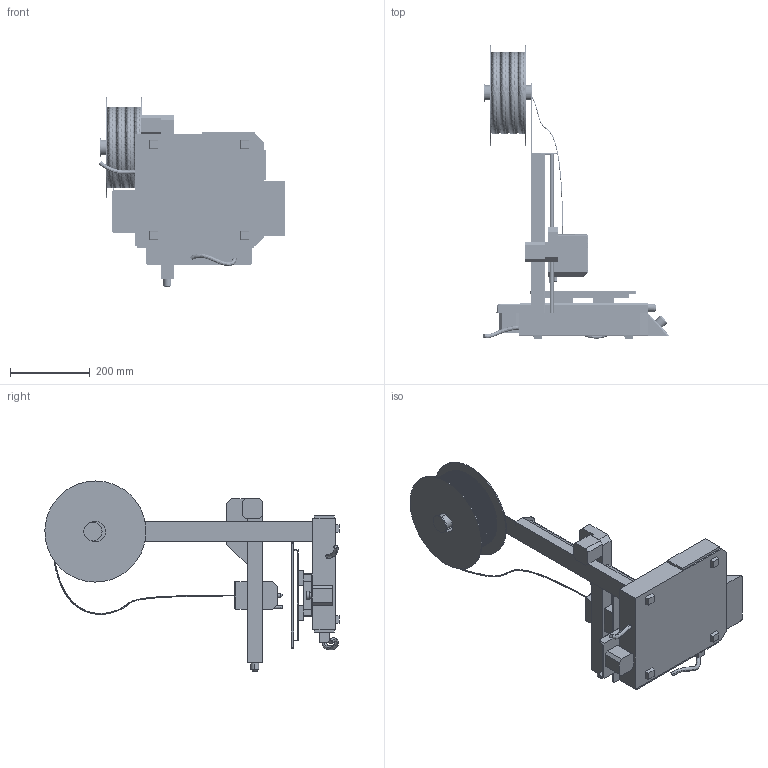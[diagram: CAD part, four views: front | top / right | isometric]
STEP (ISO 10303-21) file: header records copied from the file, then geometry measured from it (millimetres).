
FILE_DESCRIPTION(('FreeCAD Model'),'2;1');
FILE_NAME('Open CASCADE Shape Model','2025-05-02T20:40:05',('FreeCAD'),( 'FreeCAD'),'Open CASCADE STEP processor 7.6','FreeCAD','Unknown');
FILE_SCHEMA(('AUTOMOTIVE_DESIGN { 1 0 10303 214 1 1 1 1 }'));
Length unit declared in the file: millimetre
Products named in the file (1): Open CASCADE STEP translator 7.6 1
Bounding box: 467.96 x 736.83 x 476.11 mm (x, y, z)
Volume: 9269646.2 mm3; surface area: 1346333.2 mm2
Topology: 44 solids, 44 shells, 444 faces, 1033 edges, 628 vertices
Faces by surface type: bspline 444
Entity records: 16823 total; most frequent: CARTESIAN_POINT 10771, ORIENTED_EDGE 2062, EDGE_CURVE 1031, VERTEX_POINT 628, B_SPLINE_CURVE_WITH_KNOTS 591, FACE_BOUND 487, EDGE_LOOP 487, ADVANCED_FACE 444
